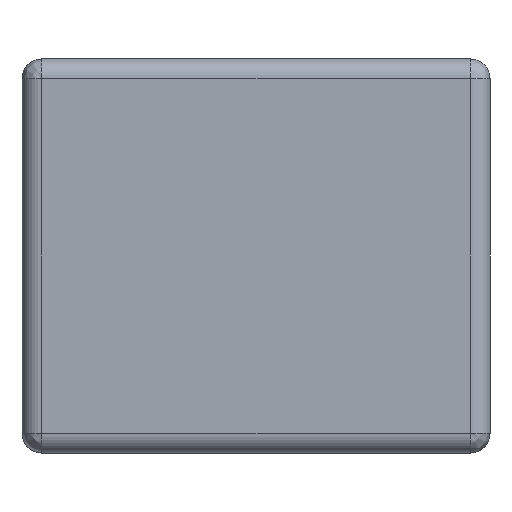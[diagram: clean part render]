
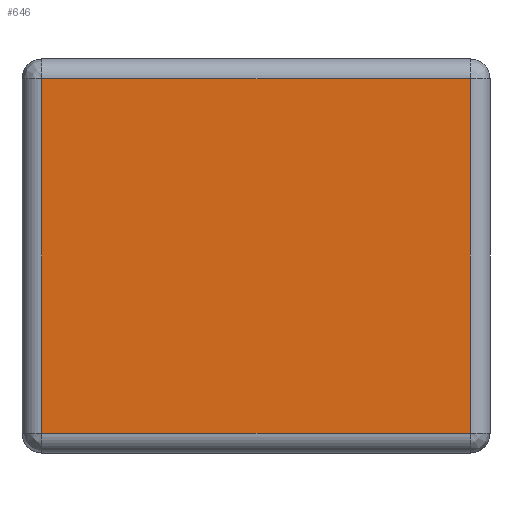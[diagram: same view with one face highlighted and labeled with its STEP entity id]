
A CAD part, left-side view. The second image highlights one B-rep face of the part: STEP entity #646.
In plain terms, the highlighted planar face has unit normal (-1, 0, 0).
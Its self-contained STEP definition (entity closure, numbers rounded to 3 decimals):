
#9 = PLANE ( 'NONE',  #513 ) ;
#11 = LINE ( 'NONE', #520, #953 ) ;
#92 = CARTESIAN_POINT ( 'NONE',  ( -1.6, 1.82, -0.8 ) ) ;
#123 = EDGE_LOOP ( 'NONE', ( #1285, #432, #1049, #1010 ) ) ;
#127 = LINE ( 'NONE', #549, #985 ) ;
#186 = LINE ( 'NONE', #92, #574 ) ;
#193 = CARTESIAN_POINT ( 'NONE',  ( -1.6, 0.65, -0.72 ) ) ;
#217 = DIRECTION ( 'NONE',  ( 0., 0., -1. ) ) ;
#239 = CARTESIAN_POINT ( 'NONE',  ( -1.6, 1.82, 0.72 ) ) ;
#299 = LINE ( 'NONE', #193, #563 ) ;
#307 = FACE_OUTER_BOUND ( 'NONE', #123, .T. ) ;
#371 = VERTEX_POINT ( 'NONE', #239 ) ;
#390 = EDGE_CURVE ( 'NONE', #932, #1199, #127, .T. ) ;
#432 = ORIENTED_EDGE ( 'NONE', *, *, #390, .F. ) ;
#451 = DIRECTION ( 'NONE',  ( 0., 0., -1. ) ) ;
#502 = DIRECTION ( 'NONE',  ( 0., -1., 0. ) ) ;
#513 = AXIS2_PLACEMENT_3D ( 'NONE', #736, #962, #217 ) ;
#520 = CARTESIAN_POINT ( 'NONE',  ( -1.6, 0.65, 0.72 ) ) ;
#549 = CARTESIAN_POINT ( 'NONE',  ( -1.6, 0.08, -0.8 ) ) ;
#563 = VECTOR ( 'NONE', #502, 1000. ) ;
#574 = VECTOR ( 'NONE', #1272, 1000. ) ;
#646 = ADVANCED_FACE ( 'NONE', ( #307 ), #9, .F. ) ;
#647 = VERTEX_POINT ( 'NONE', #1065 ) ;
#736 = CARTESIAN_POINT ( 'NONE',  ( -1.6, 0.65, -0.8 ) ) ;
#898 = CARTESIAN_POINT ( 'NONE',  ( -1.6, 0.08, -0.72 ) ) ;
#915 = EDGE_CURVE ( 'NONE', #647, #1199, #299, .T. ) ;
#932 = VERTEX_POINT ( 'NONE', #954 ) ;
#951 = DIRECTION ( 'NONE',  ( 0., 1., 0. ) ) ;
#953 = VECTOR ( 'NONE', #951, 1000. ) ;
#954 = CARTESIAN_POINT ( 'NONE',  ( -1.6, 0.08, 0.72 ) ) ;
#962 = DIRECTION ( 'NONE',  ( 1., 0., 0. ) ) ;
#985 = VECTOR ( 'NONE', #451, 1000. ) ;
#1010 = ORIENTED_EDGE ( 'NONE', *, *, #1282, .T. ) ;
#1049 = ORIENTED_EDGE ( 'NONE', *, *, #1316, .T. ) ;
#1065 = CARTESIAN_POINT ( 'NONE',  ( -1.6, 1.82, -0.72 ) ) ;
#1199 = VERTEX_POINT ( 'NONE', #898 ) ;
#1272 = DIRECTION ( 'NONE',  ( 0., 0., -1. ) ) ;
#1282 = EDGE_CURVE ( 'NONE', #371, #647, #186, .T. ) ;
#1285 = ORIENTED_EDGE ( 'NONE', *, *, #915, .T. ) ;
#1316 = EDGE_CURVE ( 'NONE', #932, #371, #11, .T. ) ;
